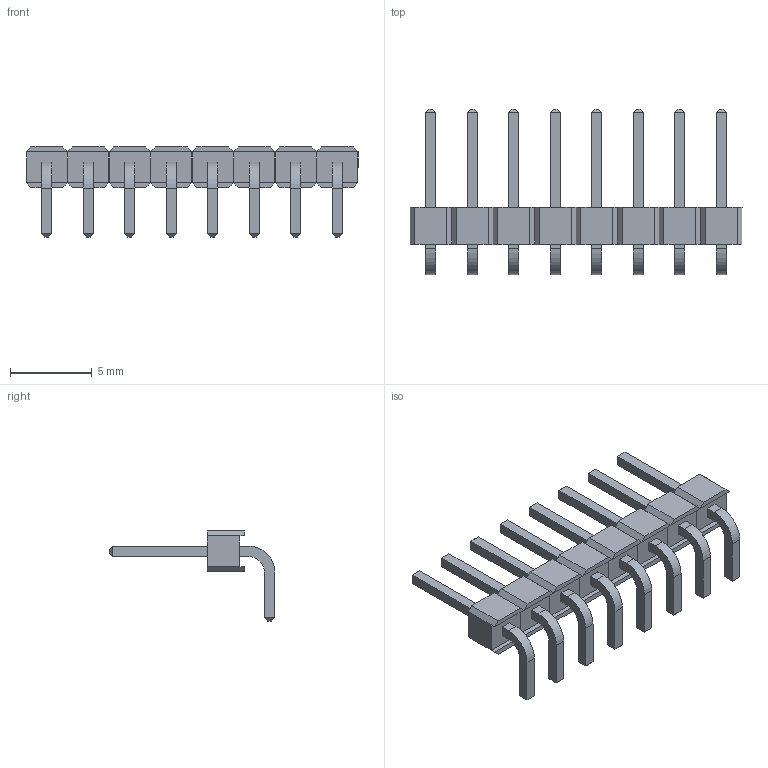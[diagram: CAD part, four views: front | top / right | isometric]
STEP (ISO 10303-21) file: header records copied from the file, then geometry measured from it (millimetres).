
FILE_DESCRIPTION (( 'STEP AP214' ), '1' );
FILE_NAME ('User Library-Header_Male_RA_Low_8Pin.STEP', '2014-03-13T06:48:38', ( 'Windows User' ), ( '' ), 'SwSTEP 2.0', 'SolidWorks 2014', '' );
FILE_SCHEMA (( 'AUTOMOTIVE_DESIGN' ));
Length unit declared in the file: millimetre
Products named in the file (3): User Library-Header_Male_RA_Low_8Pin_PinArray; User Library-Header_Male_RA_Low_8Pin_BodyArray; User Library-Header_Male_RA_Low_8Pin
Assembly tree (2 placements, depth 2):
  User Library-Header_Male_RA_Low_8Pin
    User Library-Header_Male_RA_Low_8Pin_BodyArray
    User Library-Header_Male_RA_Low_8Pin_PinArray
Bounding box: 20.32 x 10.13 x 5.51 mm (x, y, z)
Volume: 138.2 mm3; surface area: 584.9 mm2
Topology: 16 solids, 16 shells, 288 faces, 672 edges, 416 vertices
Faces by surface type: plane 272, cylinder 16
Entity records: 11376 total; most frequent: CARTESIAN_POINT 1381, ORIENTED_EDGE 1344, DIRECTION 1290, EDGE_CURVE 672, VECTOR 640, LINE 640, VERTEX_POINT 416, AXIS2_PLACEMENT_3D 325
